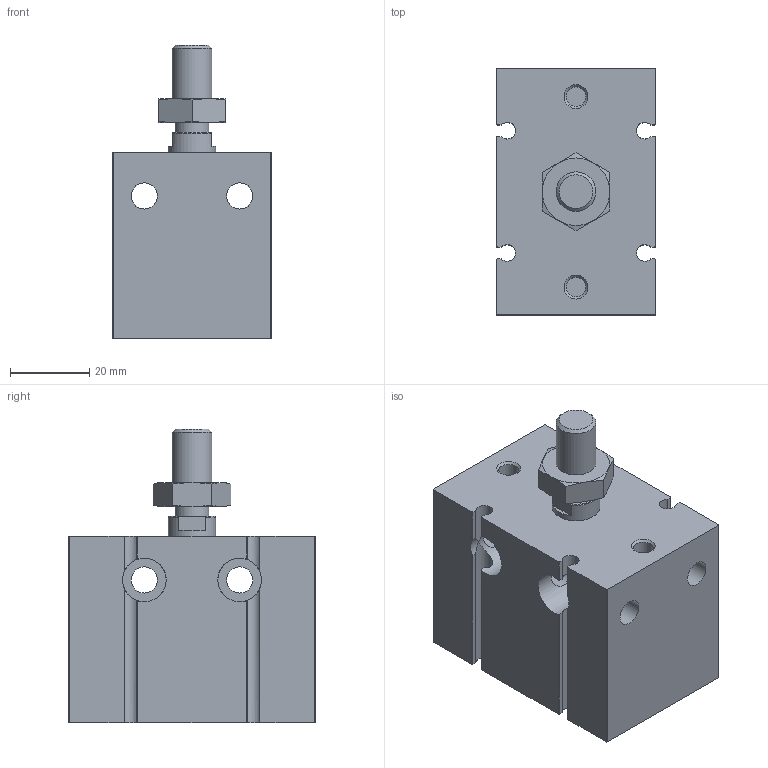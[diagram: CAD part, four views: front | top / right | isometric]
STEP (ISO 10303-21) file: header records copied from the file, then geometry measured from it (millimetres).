
FILE_DESCRIPTION( ( 'STEP AP203' ), '1' );
FILE_NAME( 'EU32X5-0()(0).stp', '2021-10-12T02:17:03', ( 'License CC BY-ND 4.0' ), ( 'CADENAS' ), ' ', 'PARTsolutions', ' ' );
FILE_SCHEMA( ( 'CONFIG_CONTROL_DESIGN' ) );
Length unit declared in the file: millimetre
Products named in the file (4): EU32X5-0()(0); _EU32X5-0()(0-dummy); _EU32X5-()(-body); _EU32X5-(0-rod)
Assembly tree (3 placements, depth 2):
  EU32X5-0()(0)
    _EU32X5-0()(0-dummy)
    _EU32X5-()(-body)
    _EU32X5-(0-rod)
Bounding box: 40 x 62 x 74 mm (x, y, z)
Volume: 104709.5 mm3; surface area: 27853.2 mm2
Topology: 2 solids, 2 shells, 145 faces, 367 edges, 239 vertices
Faces by surface type: cylinder 72, plane 54, cone 19
Full cylindrical faces by diameter (mm): 4.134 x2, 4.917 x4, 6.6 x8, 8.466 x1, 10 x1, 11 x4, 12 x2, 32 x2
Entity records: 5281 total; most frequent: CARTESIAN_POINT 1834, ORIENTED_EDGE 664, DIRECTION 660, EDGE_CURVE 332, AXIS2_PLACEMENT_3D 263, VERTEX_POINT 232, EDGE_LOOP 202, FACE_OUTER_BOUND 169
